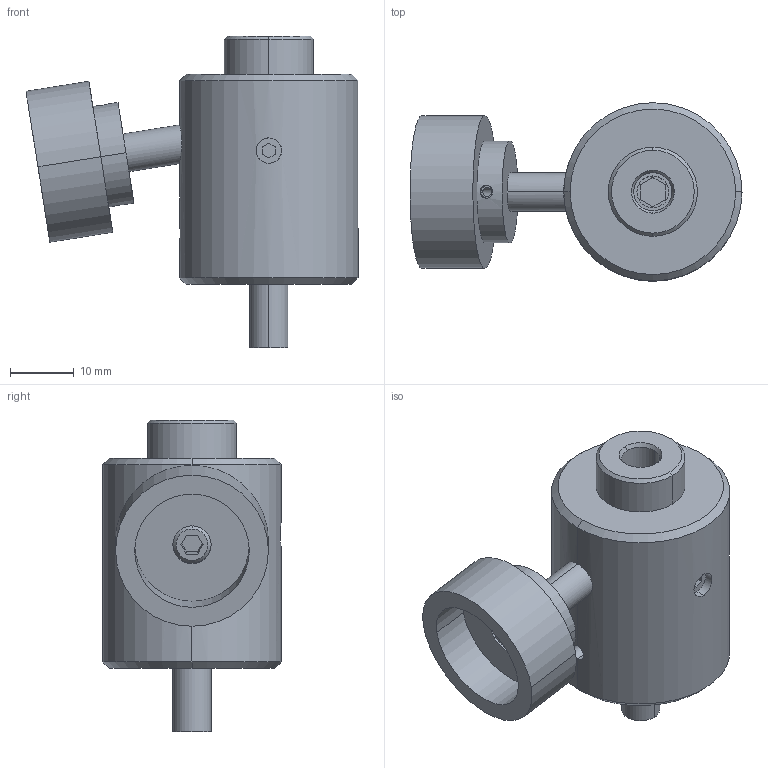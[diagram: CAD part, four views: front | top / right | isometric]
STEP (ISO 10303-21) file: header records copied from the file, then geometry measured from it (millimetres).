
FILE_DESCRIPTION (( 'STEP AP203' ), '1' );
FILE_NAME ('bj351-06001c.STEP', '2021-10-25T01:24:19', ( '' ), ( '' ), 'SwSTEP 2.0', 'SolidWorks 2020', '' );
FILE_SCHEMA (( 'CONFIG_CONTROL_DESIGN' ));
Length unit declared in the file: millimetre
Products named in the file (4): bj351-06001c_03; bj351-06001c_01; bj351-06001c; bj351-06001c_02
Assembly tree (3 placements, depth 2):
  bj351-06001c
    bj351-06001c_01
    bj351-06001c_02
    bj351-06001c_03
Bounding box: 52.15 x 28 x 49 mm (x, y, z)
Volume: 23482.4 mm3; surface area: 9987.6 mm2
Topology: 3 solids, 4 shells, 96 faces, 212 edges, 136 vertices
Faces by surface type: cylinder 40, plane 38, cone 16, torus 2
Entity records: 3412 total; most frequent: CARTESIAN_POINT 812, DIRECTION 486, ORIENTED_EDGE 424, EDGE_CURVE 212, AXIS2_PLACEMENT_3D 188, VERTEX_POINT 136, EDGE_LOOP 116, LINE 110
